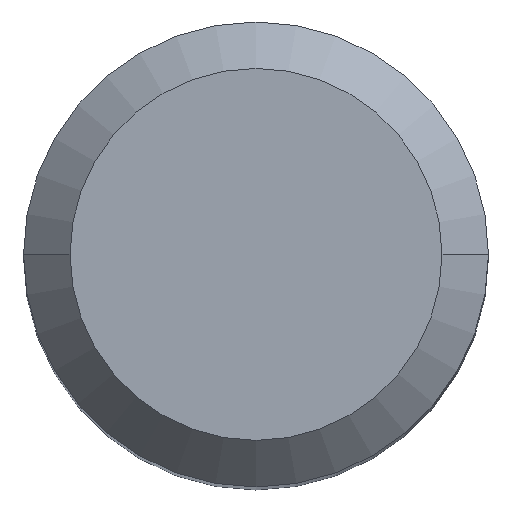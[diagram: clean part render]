
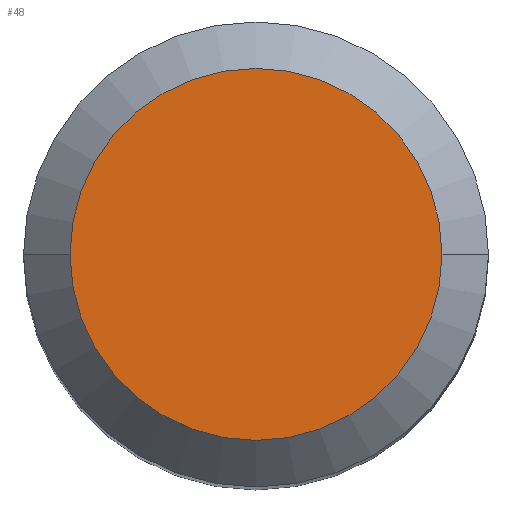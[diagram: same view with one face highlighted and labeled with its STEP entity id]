
A CAD part, top view. The second image highlights one B-rep face of the part: STEP entity #48.
In plain terms, the highlighted planar face has unit normal (0, 0, 1).
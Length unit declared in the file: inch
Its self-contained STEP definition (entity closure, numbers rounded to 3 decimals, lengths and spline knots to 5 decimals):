
#3 = DIRECTION ( 'NONE',  ( -1., 0., 0. ) ) ;
#23 = EDGE_CURVE ( 'NONE', #147, #55, #279, .T. ) ;
#26 = CARTESIAN_POINT ( 'NONE',  ( -0.18896, 0., 0. ) ) ;
#30 = DIRECTION ( 'NONE',  ( 0., 0., 1. ) ) ;
#48 = ADVANCED_FACE ( 'NONE', ( #179 ), #334, .F. ) ;
#55 = VERTEX_POINT ( 'NONE', #26 ) ;
#69 = AXIS2_PLACEMENT_3D ( 'NONE', #369, #300, #3 ) ;
#109 = DIRECTION ( 'NONE',  ( 1., 0., 0. ) ) ;
#113 = CARTESIAN_POINT ( 'NONE',  ( 0., 0., 0. ) ) ;
#121 = DIRECTION ( 'NONE',  ( 1., 0., 0. ) ) ;
#137 = AXIS2_PLACEMENT_3D ( 'NONE', #308, #232, #121 ) ;
#144 = ORIENTED_EDGE ( 'NONE', *, *, #23, .T. ) ;
#147 = VERTEX_POINT ( 'NONE', #448 ) ;
#170 = EDGE_CURVE ( 'NONE', #55, #147, #254, .T. ) ;
#179 = FACE_OUTER_BOUND ( 'NONE', #281, .T. ) ;
#207 = ORIENTED_EDGE ( 'NONE', *, *, #170, .T. ) ;
#232 = DIRECTION ( 'NONE',  ( 0., 0., 1. ) ) ;
#254 = CIRCLE ( 'NONE', #137, 0.18896 ) ;
#279 = CIRCLE ( 'NONE', #286, 0.18896 ) ;
#281 = EDGE_LOOP ( 'NONE', ( #207, #144 ) ) ;
#286 = AXIS2_PLACEMENT_3D ( 'NONE', #113, #30, #109 ) ;
#300 = DIRECTION ( 'NONE',  ( 0., 0., -1. ) ) ;
#308 = CARTESIAN_POINT ( 'NONE',  ( 0., 0., 0. ) ) ;
#334 = PLANE ( 'NONE',  #69 ) ;
#369 = CARTESIAN_POINT ( 'NONE',  ( 0., 0., 0. ) ) ;
#448 = CARTESIAN_POINT ( 'NONE',  ( 0.18896, 0., 0. ) ) ;
